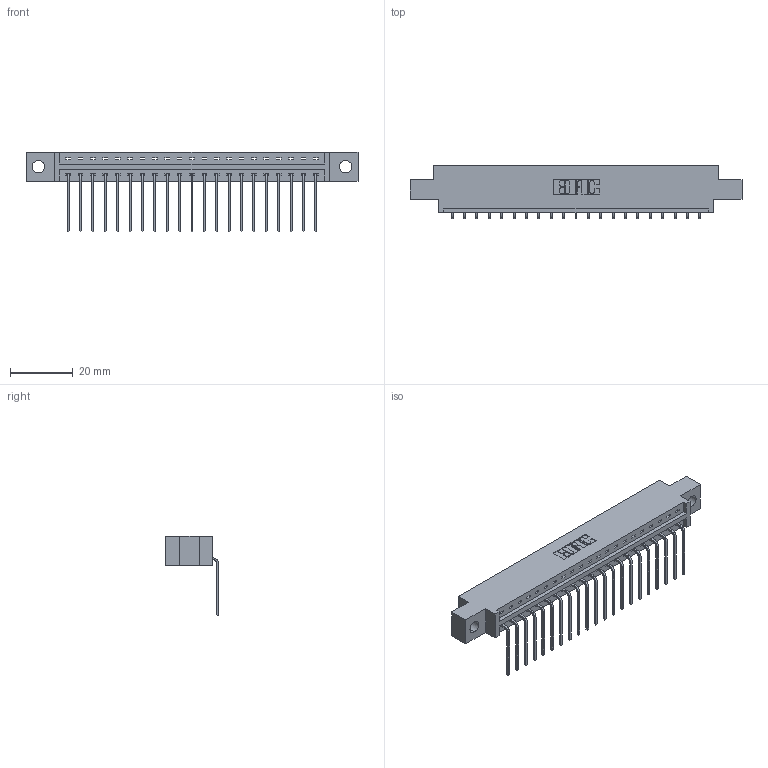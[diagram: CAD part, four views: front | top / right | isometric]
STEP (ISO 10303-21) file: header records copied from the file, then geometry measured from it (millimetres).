
FILE_DESCRIPTION (( 'STEP AP203' ), '1' );
FILE_NAME ('337-021-559-604.STEP', '2019-09-29T01:18:00', ( '' ), ( '' ), 'SwSTEP 2.0', 'SolidWorks 2016', '' );
FILE_SCHEMA (( 'CONFIG_CONTROL_DESIGN' ));
Length unit declared in the file: inch
Products named in the file (3): 337-021-559-604; 337 Part_0.170 Offset - 0.156 Dia-TH; 345-292-001_558 559 Tail - 1
Assembly tree (22 placements, depth 2):
  337-021-559-604
    337 Part_0.170 Offset - 0.156 Dia-TH
    345-292-001_558 559 Tail - 1  x21
Bounding box: 106.22 x 17.09 x 25.53 mm (x, y, z)
Volume: 10641.9 mm3; surface area: 11201.8 mm2
Topology: 22 solids, 22 shells, 1462 faces, 4397 edges, 2902 vertices
Faces by surface type: plane 1082, cylinder 380
Entity records: 18545 total; most frequent: CARTESIAN_POINT 3237, ORIENTED_EDGE 3194, DIRECTION 2767, EDGE_CURVE 1597, LINE 1469, VECTOR 1469, VERTEX_POINT 1062, AXIS2_PLACEMENT_3D 649
